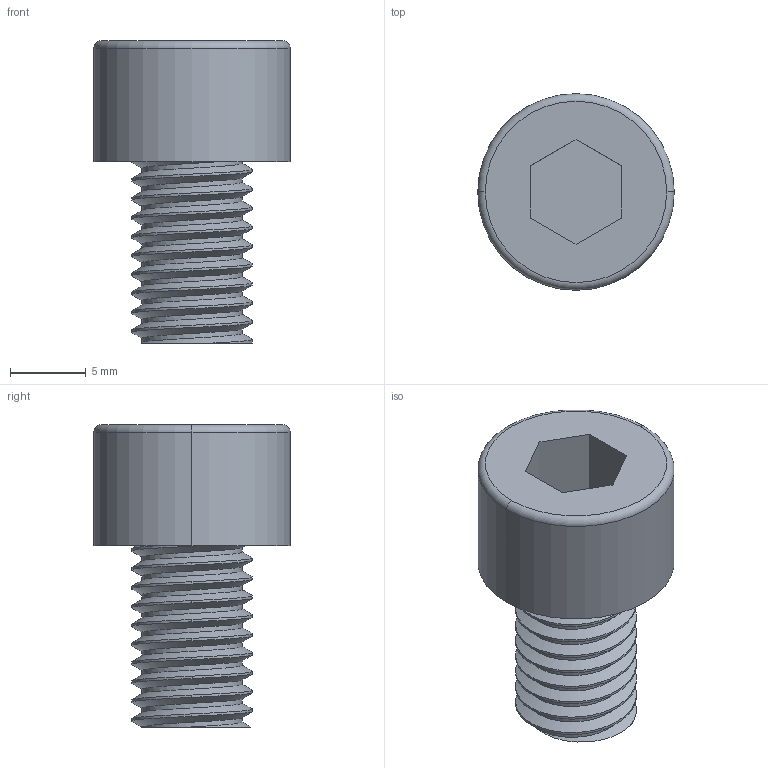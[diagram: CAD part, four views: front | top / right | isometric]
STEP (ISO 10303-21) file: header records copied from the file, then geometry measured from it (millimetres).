
FILE_DESCRIPTION (( 'STEP AP203' ), '1' );
FILE_NAME ('084.301.032.STEP', '2018-03-14T15:58:13', ( '' ), ( '' ), 'SwSTEP 2.0', 'SolidWorks 2016', '' );
FILE_SCHEMA (( 'CONFIG_CONTROL_DESIGN' ));
Length unit declared in the file: millimetre
Products named in the file (1): 084.301.032
Bounding box: 13 x 13 x 20 mm (x, y, z)
Volume: 1395.9 mm3; surface area: 1155.9 mm2
Topology: 1 solids, 1 shells, 41 faces, 105 edges, 68 vertices
Faces by surface type: cylinder 23, plane 12, bspline 4, torus 2
Entity records: 5374 total; most frequent: CARTESIAN_POINT 4439, ORIENTED_EDGE 210, DIRECTION 139, EDGE_CURVE 105, VERTEX_POINT 68, AXIS2_PLACEMENT_3D 49, EDGE_LOOP 43, FACE_OUTER_BOUND 41
